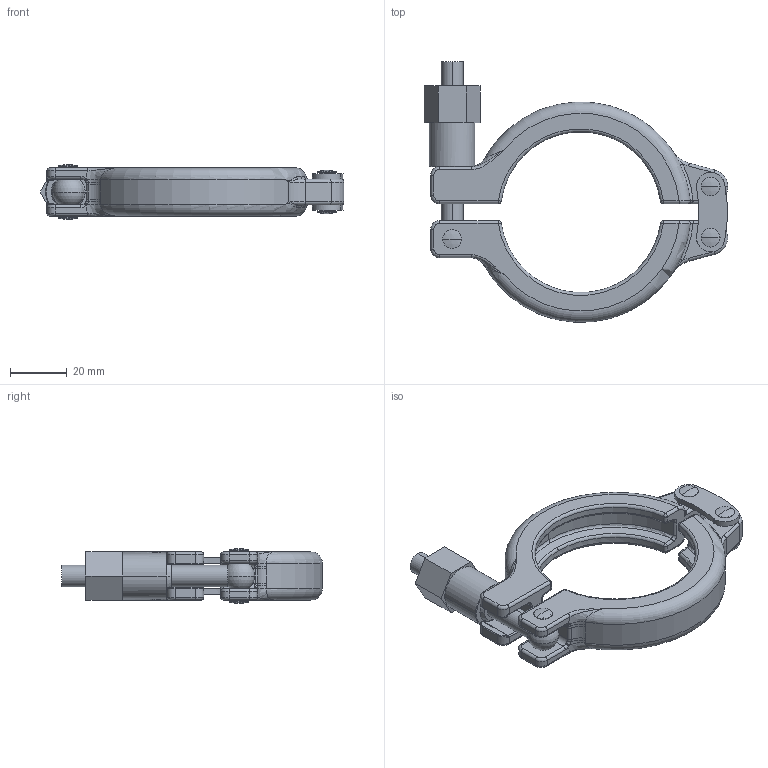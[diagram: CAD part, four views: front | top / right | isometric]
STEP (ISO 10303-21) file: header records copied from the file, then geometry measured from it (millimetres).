
FILE_DESCRIPTION (( 'STEP AP214' ), '1' );
FILE_NAME ('CL.SAFX.0200 BLOCK.STEP', '2019-04-16T13:59:50', ( '' ), ( '' ), 'SwSTEP 2.0', 'SolidWorks 2019', '' );
FILE_SCHEMA (( 'AUTOMOTIVE_DESIGN' ));
Length unit declared in the file: millimetre
Products named in the file (1): CL.SAFX.0200 BLOCK
Bounding box: 106.9 x 91.78 x 19.3 mm (x, y, z)
Volume: 43423 mm3; surface area: 19665.9 mm2
Topology: 3 solids, 3 shells, 385 faces, 901 edges, 512 vertices
Faces by surface type: cylinder 148, torus 74, plane 61, bspline 54, sphere 34, cone 14
Entity records: 13180 total; most frequent: CARTESIAN_POINT 4562, DIRECTION 1910, ORIENTED_EDGE 1756, EDGE_CURVE 878, AXIS2_PLACEMENT_3D 827, VERTEX_POINT 511, CIRCLE 495, EDGE_LOOP 411
